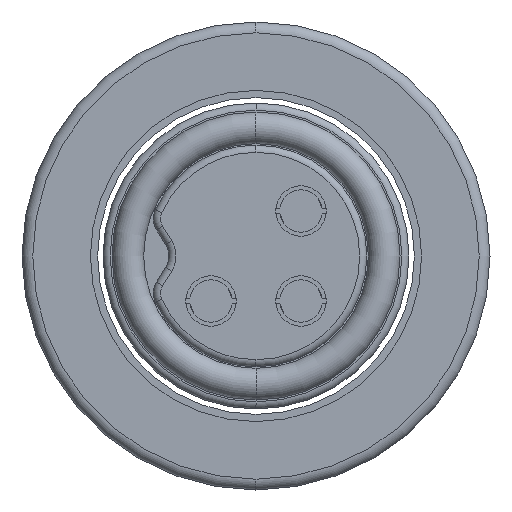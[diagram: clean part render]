
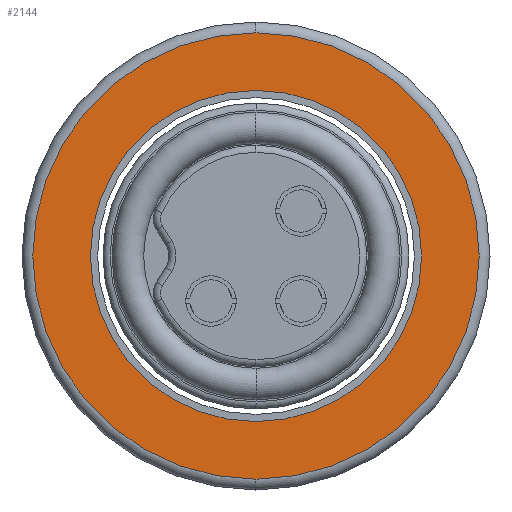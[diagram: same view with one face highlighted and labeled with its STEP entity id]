
A CAD part, left-side view. The second image highlights one B-rep face of the part: STEP entity #2144.
In plain terms, the highlighted planar face has unit normal (-1, 0, 0).
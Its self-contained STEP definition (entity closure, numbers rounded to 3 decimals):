
#59 = CARTESIAN_POINT ( 'NONE',  ( 0., 0., -3.1 ) ) ;
#179 = DIRECTION ( 'NONE',  ( 0., 0., -1. ) ) ;
#208 = DIRECTION ( 'NONE',  ( -1., 0., 0. ) ) ;
#366 = EDGE_CURVE ( 'NONE', #725, #3494, #1893, .T. ) ;
#453 = CARTESIAN_POINT ( 'NONE',  ( 0., 0., 0. ) ) ;
#485 = CARTESIAN_POINT ( 'NONE',  ( 0., 0., 0. ) ) ;
#514 = DIRECTION ( 'NONE',  ( 0., 0., 1. ) ) ;
#725 = VERTEX_POINT ( 'NONE', #59 ) ;
#817 = CARTESIAN_POINT ( 'NONE',  ( 0., 0., 0. ) ) ;
#1068 = FACE_OUTER_BOUND ( 'NONE', #2922, .T. ) ;
#1084 = ORIENTED_EDGE ( 'NONE', *, *, #3157, .F. ) ;
#1123 = ORIENTED_EDGE ( 'NONE', *, *, #366, .T. ) ;
#1234 = CARTESIAN_POINT ( 'NONE',  ( 0., 0., 3.1 ) ) ;
#1402 = DIRECTION ( 'NONE',  ( -1., 0., 0. ) ) ;
#1541 = CIRCLE ( 'NONE', #3152, 3.1 ) ;
#1614 = DIRECTION ( 'NONE',  ( 0., 0., 1. ) ) ;
#1809 = DIRECTION ( 'NONE',  ( 1., 0., 0. ) ) ;
#1883 = DIRECTION ( 'NONE',  ( -1., 0., 0. ) ) ;
#1893 = CIRCLE ( 'NONE', #2419, 3.1 ) ;
#1985 = VERTEX_POINT ( 'NONE', #2852 ) ;
#2013 = DIRECTION ( 'NONE',  ( -1., 0., 0. ) ) ;
#2098 = FACE_BOUND ( 'NONE', #3447, .T. ) ;
#2107 = ORIENTED_EDGE ( 'NONE', *, *, #3418, .T. ) ;
#2144 = ADVANCED_FACE ( 'NONE', ( #1068, #2098 ), #2921, .F. ) ;
#2203 = CIRCLE ( 'NONE', #2261, 2.3 ) ;
#2261 = AXIS2_PLACEMENT_3D ( 'NONE', #817, #1883, #1614 ) ;
#2283 = CARTESIAN_POINT ( 'NONE',  ( 0., 0., 0. ) ) ;
#2342 = DIRECTION ( 'NONE',  ( 0., 0., -1. ) ) ;
#2419 = AXIS2_PLACEMENT_3D ( 'NONE', #485, #208, #2342 ) ;
#2713 = AXIS2_PLACEMENT_3D ( 'NONE', #3255, #1402, #514 ) ;
#2830 = AXIS2_PLACEMENT_3D ( 'NONE', #453, #1809, #179 ) ;
#2852 = CARTESIAN_POINT ( 'NONE',  ( 0., 0., 2.3 ) ) ;
#2921 = PLANE ( 'NONE',  #2830 ) ;
#2922 = EDGE_LOOP ( 'NONE', ( #1123, #2107 ) ) ;
#3020 = CARTESIAN_POINT ( 'NONE',  ( 0., 0., -2.3 ) ) ;
#3046 = EDGE_CURVE ( 'NONE', #1985, #3118, #3524, .T. ) ;
#3108 = DIRECTION ( 'NONE',  ( 0., 0., -1. ) ) ;
#3118 = VERTEX_POINT ( 'NONE', #3020 ) ;
#3152 = AXIS2_PLACEMENT_3D ( 'NONE', #2283, #2013, #3108 ) ;
#3157 = EDGE_CURVE ( 'NONE', #3118, #1985, #2203, .T. ) ;
#3255 = CARTESIAN_POINT ( 'NONE',  ( 0., 0., 0. ) ) ;
#3418 = EDGE_CURVE ( 'NONE', #3494, #725, #1541, .T. ) ;
#3447 = EDGE_LOOP ( 'NONE', ( #3499, #1084 ) ) ;
#3494 = VERTEX_POINT ( 'NONE', #1234 ) ;
#3499 = ORIENTED_EDGE ( 'NONE', *, *, #3046, .F. ) ;
#3524 = CIRCLE ( 'NONE', #2713, 2.3 ) ;
